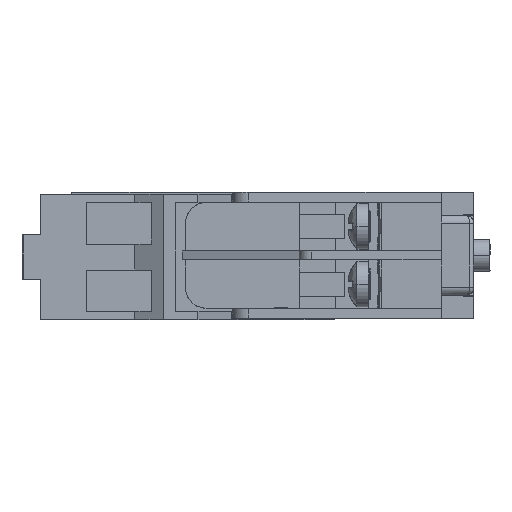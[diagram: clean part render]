
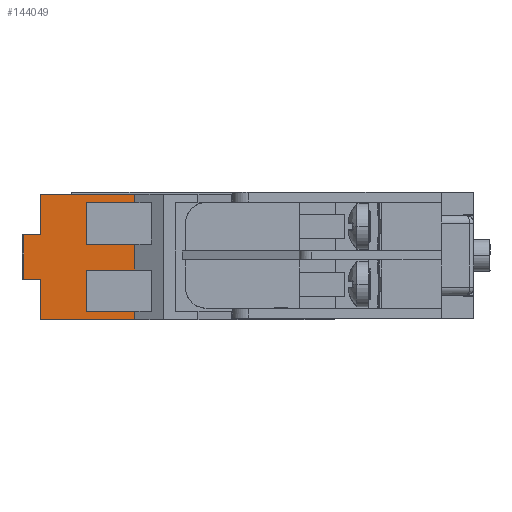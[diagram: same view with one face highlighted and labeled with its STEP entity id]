
A CAD part, left-side view. The second image highlights one B-rep face of the part: STEP entity #144049.
In plain terms, the highlighted planar face has unit normal (-1, 0, 0).
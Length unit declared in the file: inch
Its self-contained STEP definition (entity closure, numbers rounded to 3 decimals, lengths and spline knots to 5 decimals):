
#1732 = EDGE_LOOP ( 'NONE', ( #78573, #78577, #78575, #78579, #78581, #78582, #78585, #78587, #78589, #78591, #78593, #78595, #78598, #78600, #78602, #78604 ) ) ;
#9154 = EDGE_CURVE ( 'NONE', #35579, #35582, #151899, .T. ) ;
#9169 = EDGE_CURVE ( 'NONE', #35582, #35584, #151911, .T. ) ;
#9177 = EDGE_CURVE ( 'NONE', #35595, #35597, #151919, .T. ) ;
#9180 = EDGE_CURVE ( 'NONE', #35584, #35586, #125900, .T. ) ;
#9196 = EDGE_CURVE ( 'NONE', #35592, #35595, #125909, .T. ) ;
#9234 = EDGE_CURVE ( 'NONE', #35586, #35588, #125929, .T. ) ;
#9281 = EDGE_CURVE ( 'NONE', #35571, #35573, #125954, .T. ) ;
#9293 = EDGE_CURVE ( 'NONE', #35569, #35571, #125961, .T. ) ;
#9296 = EDGE_CURVE ( 'NONE', #35599, #35601, #125964, .T. ) ;
#9312 = EDGE_CURVE ( 'NONE', #35577, #35579, #125972, .T. ) ;
#9324 = EDGE_CURVE ( 'NONE', #35597, #35599, #125981, .T. ) ;
#9330 = EDGE_CURVE ( 'NONE', #35588, #35590, #125985, .T. ) ;
#9334 = EDGE_CURVE ( 'NONE', #35601, #35569, #125987, .T. ) ;
#9337 = EDGE_CURVE ( 'NONE', #35575, #35577, #125989, .T. ) ;
#9342 = EDGE_CURVE ( 'NONE', #35590, #35592, #125994, .T. ) ;
#9360 = EDGE_CURVE ( 'NONE', #35573, #35575, #126006, .T. ) ;
#21939 = CARTESIAN_POINT ( 'NONE',  ( -1.15936, 0.85524, -0.42184 ) ) ;
#21940 = DIRECTION ( 'NONE',  ( 0., 0., 1. ) ) ;
#22641 = CARTESIAN_POINT ( 'NONE',  ( -1.15936, 1.12495, -0.52934 ) ) ;
#22642 = DIRECTION ( 'NONE',  ( 0., -1., 0. ) ) ;
#23832 = CARTESIAN_POINT ( 'NONE',  ( -1.15936, 1.09135, -0.42184 ) ) ;
#23833 = DIRECTION ( 'NONE',  ( 0., 0., 1. ) ) ;
#23875 = CARTESIAN_POINT ( 'NONE',  ( -1.15936, 1.12495, -0.35884 ) ) ;
#23876 = DIRECTION ( 'NONE',  ( 0., 1., 0. ) ) ;
#23881 = CARTESIAN_POINT ( 'NONE',  ( -1.15936, 1.12495, -0.48484 ) ) ;
#23882 = DIRECTION ( 'NONE',  ( 0., -1., 0. ) ) ;
#24011 = CARTESIAN_POINT ( 'NONE',  ( -1.15936, 1.12495, -0.11684 ) ) ;
#24012 = DIRECTION ( 'NONE',  ( 0., 1., 0. ) ) ;
#24139 = CARTESIAN_POINT ( 'NONE',  ( -1.15936, 1.09135, -0.42184 ) ) ;
#24140 = DIRECTION ( 'NONE',  ( 0., 0., 1. ) ) ;
#24155 = CARTESIAN_POINT ( 'NONE',  ( -1.15936, 1.31135, -0.42184 ) ) ;
#24156 = DIRECTION ( 'NONE',  ( 0., 0., -1. ) ) ;
#24167 = CARTESIAN_POINT ( 'NONE',  ( -1.15936, 0.85524, -0.42184 ) ) ;
#24168 = DIRECTION ( 'NONE',  ( 0., 0., 1. ) ) ;
#24175 = CARTESIAN_POINT ( 'NONE',  ( -1.15936, 0.85524, -0.42184 ) ) ;
#24176 = DIRECTION ( 'NONE',  ( 0., 0., 1. ) ) ;
#24185 = CARTESIAN_POINT ( 'NONE',  ( -1.15936, 1.12495, -0.72684 ) ) ;
#24186 = DIRECTION ( 'NONE',  ( 0., -1., 0. ) ) ;
#24259 = CARTESIAN_POINT ( 'NONE',  ( -1.15936, 1.12495, -0.15884 ) ) ;
#24260 = DIRECTION ( 'NONE',  ( 0., -1., 0. ) ) ;
#35021 = CARTESIAN_POINT ( 'NONE',  ( -1.15936, 0.85524, -0.35884 ) ) ;
#35022 = CARTESIAN_POINT ( 'NONE',  ( -1.15936, 1.09135, -0.35884 ) ) ;
#35024 = CARTESIAN_POINT ( 'NONE',  ( -1.15936, 1.09135, -0.15884 ) ) ;
#35026 = CARTESIAN_POINT ( 'NONE',  ( -1.15936, 0.85524, -0.15884 ) ) ;
#35028 = CARTESIAN_POINT ( 'NONE',  ( -1.15936, 0.85524, -0.11684 ) ) ;
#35030 = CARTESIAN_POINT ( 'NONE',  ( -1.15936, 1.31135, -0.11684 ) ) ;
#35032 = CARTESIAN_POINT ( 'NONE',  ( -1.15936, 1.31135, -0.31434 ) ) ;
#35034 = CARTESIAN_POINT ( 'NONE',  ( -1.15936, 1.39466, -0.31434 ) ) ;
#35035 = CARTESIAN_POINT ( 'NONE',  ( -1.15936, 1.39466, -0.52934 ) ) ;
#35037 = CARTESIAN_POINT ( 'NONE',  ( -1.15936, 1.31135, -0.52934 ) ) ;
#35039 = CARTESIAN_POINT ( 'NONE',  ( -1.15936, 1.31135, -0.72684 ) ) ;
#35041 = CARTESIAN_POINT ( 'NONE',  ( -1.15936, 0.85524, -0.72684 ) ) ;
#35043 = CARTESIAN_POINT ( 'NONE',  ( -1.15936, 0.85524, -0.68484 ) ) ;
#35045 = CARTESIAN_POINT ( 'NONE',  ( -1.15936, 1.09135, -0.68484 ) ) ;
#35047 = CARTESIAN_POINT ( 'NONE',  ( -1.15936, 1.09135, -0.48484 ) ) ;
#35048 = CARTESIAN_POINT ( 'NONE',  ( -1.15936, 0.85524, -0.48484 ) ) ;
#35569 = VERTEX_POINT ( 'NONE', #35021 ) ;
#35571 = VERTEX_POINT ( 'NONE', #35022 ) ;
#35573 = VERTEX_POINT ( 'NONE', #35024 ) ;
#35575 = VERTEX_POINT ( 'NONE', #35026 ) ;
#35577 = VERTEX_POINT ( 'NONE', #35028 ) ;
#35579 = VERTEX_POINT ( 'NONE', #35030 ) ;
#35582 = VERTEX_POINT ( 'NONE', #35032 ) ;
#35584 = VERTEX_POINT ( 'NONE', #35034 ) ;
#35586 = VERTEX_POINT ( 'NONE', #35035 ) ;
#35588 = VERTEX_POINT ( 'NONE', #35037 ) ;
#35590 = VERTEX_POINT ( 'NONE', #35039 ) ;
#35592 = VERTEX_POINT ( 'NONE', #35041 ) ;
#35595 = VERTEX_POINT ( 'NONE', #35043 ) ;
#35597 = VERTEX_POINT ( 'NONE', #35045 ) ;
#35599 = VERTEX_POINT ( 'NONE', #35047 ) ;
#35601 = VERTEX_POINT ( 'NONE', #35048 ) ;
#71128 = VECTOR ( 'NONE', #110080, 39.37008 ) ;
#71314 = VECTOR ( 'NONE', #109880, 39.37008 ) ;
#71342 = VECTOR ( 'NONE', #110181, 39.37008 ) ;
#71418 = VECTOR ( 'NONE', #110132, 39.37008 ) ;
#78573 = ORIENTED_EDGE ( 'NONE', *, *, #9293, .T. ) ;
#78575 = ORIENTED_EDGE ( 'NONE', *, *, #9360, .T. ) ;
#78577 = ORIENTED_EDGE ( 'NONE', *, *, #9281, .T. ) ;
#78579 = ORIENTED_EDGE ( 'NONE', *, *, #9337, .T. ) ;
#78581 = ORIENTED_EDGE ( 'NONE', *, *, #9312, .T. ) ;
#78582 = ORIENTED_EDGE ( 'NONE', *, *, #9154, .T. ) ;
#78585 = ORIENTED_EDGE ( 'NONE', *, *, #9169, .T. ) ;
#78587 = ORIENTED_EDGE ( 'NONE', *, *, #9180, .T. ) ;
#78589 = ORIENTED_EDGE ( 'NONE', *, *, #9234, .T. ) ;
#78591 = ORIENTED_EDGE ( 'NONE', *, *, #9330, .T. ) ;
#78593 = ORIENTED_EDGE ( 'NONE', *, *, #9342, .T. ) ;
#78595 = ORIENTED_EDGE ( 'NONE', *, *, #9196, .T. ) ;
#78598 = ORIENTED_EDGE ( 'NONE', *, *, #9177, .T. ) ;
#78600 = ORIENTED_EDGE ( 'NONE', *, *, #9324, .T. ) ;
#78602 = ORIENTED_EDGE ( 'NONE', *, *, #9296, .T. ) ;
#78604 = ORIENTED_EDGE ( 'NONE', *, *, #9334, .T. ) ;
#109878 = CARTESIAN_POINT ( 'NONE',  ( -1.15936, 1.31135, -0.42184 ) ) ;
#109880 = DIRECTION ( 'NONE',  ( 0., 0., -1. ) ) ;
#110077 = CARTESIAN_POINT ( 'NONE',  ( -1.15936, 1.12495, -0.31434 ) ) ;
#110080 = DIRECTION ( 'NONE',  ( 0., 1., 0. ) ) ;
#110130 = CARTESIAN_POINT ( 'NONE',  ( -1.15936, 1.12495, -0.68484 ) ) ;
#110132 = DIRECTION ( 'NONE',  ( 0., 1., 0. ) ) ;
#110179 = CARTESIAN_POINT ( 'NONE',  ( -1.15936, 1.39466, -0.42184 ) ) ;
#110181 = DIRECTION ( 'NONE',  ( 0., 0., -1. ) ) ;
#116281 = VECTOR ( 'NONE', #23882, 39.37008 ) ;
#116299 = VECTOR ( 'NONE', #23833, 39.37008 ) ;
#116310 = VECTOR ( 'NONE', #24156, 39.37008 ) ;
#116353 = VECTOR ( 'NONE', #24168, 39.37008 ) ;
#116402 = VECTOR ( 'NONE', #23876, 39.37008 ) ;
#116409 = VECTOR ( 'NONE', #24140, 39.37008 ) ;
#116514 = VECTOR ( 'NONE', #24260, 39.37008 ) ;
#116534 = VECTOR ( 'NONE', #24012, 39.37008 ) ;
#116575 = VECTOR ( 'NONE', #24176, 39.37008 ) ;
#116586 = VECTOR ( 'NONE', #24186, 39.37008 ) ;
#120209 = FACE_OUTER_BOUND ( 'NONE', #1732, .T. ) ;
#121079 = PLANE ( 'NONE',  #122291 ) ;
#121080 = CARTESIAN_POINT ( 'NONE',  ( -1.15936, 0.85524, -0.72684 ) ) ;
#121081 = DIRECTION ( 'NONE',  ( -1., 0., 0. ) ) ;
#121082 = DIRECTION ( 'NONE',  ( 0., 0., 1. ) ) ;
#122291 = AXIS2_PLACEMENT_3D ( 'NONE', #121080, #121081, #121082 ) ;
#125900 = LINE ( 'NONE', #110179, #71342 ) ;
#125909 = LINE ( 'NONE', #21939, #161932 ) ;
#125929 = LINE ( 'NONE', #22641, #161897 ) ;
#125954 = LINE ( 'NONE', #23832, #116299 ) ;
#125961 = LINE ( 'NONE', #23875, #116402 ) ;
#125964 = LINE ( 'NONE', #23881, #116281 ) ;
#125972 = LINE ( 'NONE', #24011, #116534 ) ;
#125981 = LINE ( 'NONE', #24139, #116409 ) ;
#125985 = LINE ( 'NONE', #24155, #116310 ) ;
#125987 = LINE ( 'NONE', #24167, #116353 ) ;
#125989 = LINE ( 'NONE', #24175, #116575 ) ;
#125994 = LINE ( 'NONE', #24185, #116586 ) ;
#126006 = LINE ( 'NONE', #24259, #116514 ) ;
#144049 = ADVANCED_FACE ( 'NONE', ( #120209 ), #121079, .T. ) ;
#151899 = LINE ( 'NONE', #109878, #71314 ) ;
#151911 = LINE ( 'NONE', #110077, #71128 ) ;
#151919 = LINE ( 'NONE', #110130, #71418 ) ;
#161897 = VECTOR ( 'NONE', #22642, 39.37008 ) ;
#161932 = VECTOR ( 'NONE', #21940, 39.37008 ) ;
